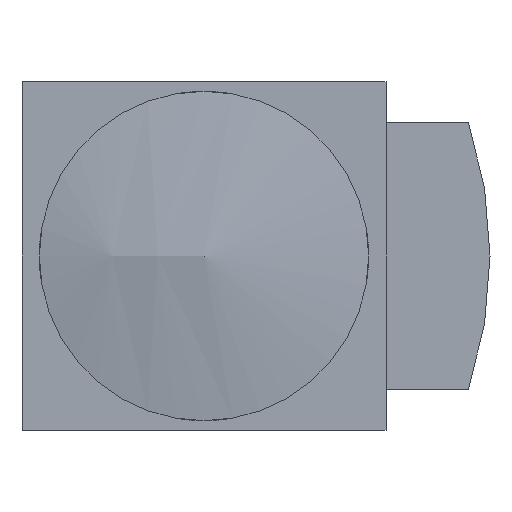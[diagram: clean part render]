
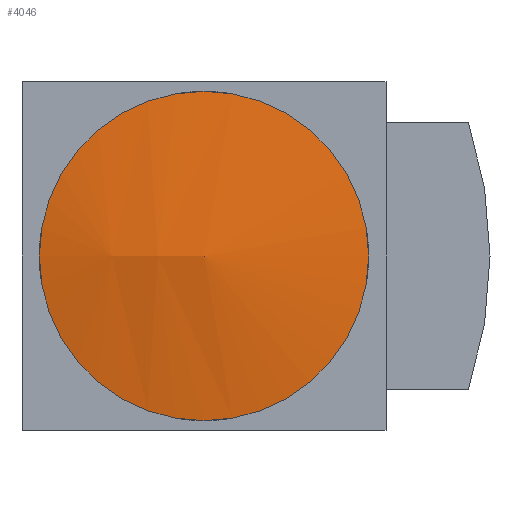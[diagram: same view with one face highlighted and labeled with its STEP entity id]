
A CAD part, front view. The second image highlights one B-rep face of the part: STEP entity #4046.
In plain terms, the highlighted spherical face has radius 80 mm.
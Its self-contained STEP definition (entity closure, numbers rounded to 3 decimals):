
#29=SPHERICAL_SURFACE('',#4352,80.);
#1756=ORIENTED_EDGE('',*,*,#2617,.T.);
#2617=EDGE_CURVE('',#3162,#3162,#3396,.T.);
#3162=VERTEX_POINT('',#6139);
#3396=CIRCLE('',#4275,19.);
#3535=EDGE_LOOP('',(#1756));
#3777=FACE_BOUND('',#3535,.T.);
#4046=ADVANCED_FACE('',(#3777),#29,.T.);
#4275=AXIS2_PLACEMENT_3D('',#6138,#4869,#4870);
#4352=AXIS2_PLACEMENT_3D('',#6501,#5135,#5136);
#4869=DIRECTION('',(0.,-1.,0.));
#4870=DIRECTION('',(0.,0.,-1.));
#5135=DIRECTION('',(0.,-1.,0.));
#5136=DIRECTION('',(-1.,0.,0.));
#6138=CARTESIAN_POINT('',(0.,-314.211,0.));
#6139=CARTESIAN_POINT('',(0.,-314.211,-19.));
#6501=CARTESIAN_POINT('',(0.,-236.5,0.));
